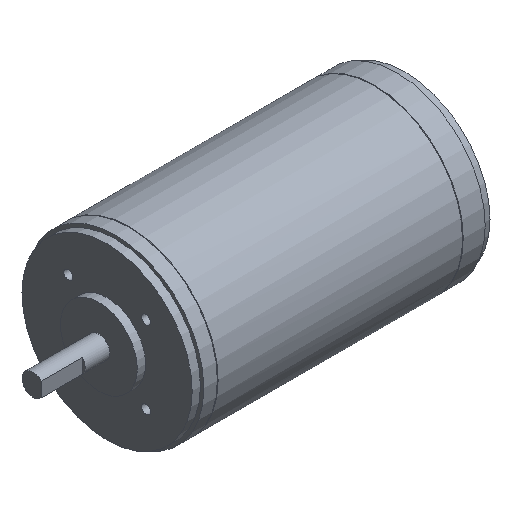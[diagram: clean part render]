
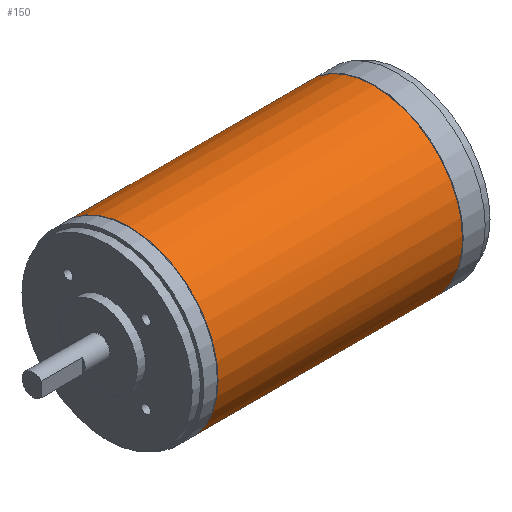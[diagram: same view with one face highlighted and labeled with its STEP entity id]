
A CAD part, isometric view. The second image highlights one B-rep face of the part: STEP entity #150.
In plain terms, the highlighted cylindrical face has radius 32.25 mm (diameter 64.5 mm), a full revolution.
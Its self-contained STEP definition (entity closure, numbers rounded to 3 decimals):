
#150 = ADVANCED_FACE( '', ( #328, #329 ), #330, .T. );
#328 = FACE_OUTER_BOUND( '', #510, .T. );
#329 = FACE_OUTER_BOUND( '', #511, .T. );
#330 = CYLINDRICAL_SURFACE( '', #512, 32.25 );
#510 = EDGE_LOOP( '', ( #787 ) );
#511 = EDGE_LOOP( '', ( #788, #789, #790, #791 ) );
#512 = AXIS2_PLACEMENT_3D( '', #792, #793, #794 );
#787 = ORIENTED_EDGE( '', *, *, #847, .F. );
#788 = ORIENTED_EDGE( '', *, *, #916, .F. );
#789 = ORIENTED_EDGE( '', *, *, #896, .F. );
#790 = ORIENTED_EDGE( '', *, *, #875, .T. );
#791 = ORIENTED_EDGE( '', *, *, #911, .F. );
#792 = CARTESIAN_POINT( '', ( 0., 0., 0. ) );
#793 = DIRECTION( '', ( 1., 0., 0. ) );
#794 = DIRECTION( '', ( 0., 0., 1. ) );
#847 = EDGE_CURVE( '', #958, #958, #959, .T. );
#875 = EDGE_CURVE( '', #977, #974, #1005, .T. );
#896 = EDGE_CURVE( '', #977, #1035, #1036, .T. );
#911 = EDGE_CURVE( '', #1055, #974, #1058, .F. );
#916 = EDGE_CURVE( '', #1035, #1055, #1063, .T. );
#958 = VERTEX_POINT( '', #1107 );
#959 = CIRCLE( '', #1108, 32.25 );
#974 = VERTEX_POINT( '', #1123 );
#977 = VERTEX_POINT( '', #1127 );
#1005 = CIRCLE( '', #1161, 32.25 );
#1035 = VERTEX_POINT( '', #1191 );
#1036 = LINE( '', #1192, #1193 );
#1055 = VERTEX_POINT( '', #1214 );
#1058 = LINE( '', #1218, #1219 );
#1063 = B_SPLINE_CURVE_WITH_KNOTS( '', 3, ( #1225, #1226, #1227, #1228, #1229, #1230, #1231, #1232, #1233, #1234, #1235, #1236, #1237, #1238, #1239, #1240, #1241, #1242, #1243, #1244, #1245, #1246, #1247, #1248, #1249, #1250, #1251, #1252, #1253, #1254 ), .UNSPECIFIED., .F., .F., ( 4, 2, 2, 2, 2, 2, 2, 2, 2, 2, 2, 2, 2, 2, 4 ), ( 0., 0., 0.001, 0.001, 0.002, 0.002, 0.003, 0.004, 0.004, 0.004, 0.005, 0.005, 0.005, 0.006, 0.006 ), .UNSPECIFIED. );
#1107 = CARTESIAN_POINT( '', ( 35.2, 0., 32.25 ) );
#1108 = AXIS2_PLACEMENT_3D( '', #1301, #1302, #1303 );
#1123 = CARTESIAN_POINT( '', ( 124.3, 17.826, -26.876 ) );
#1127 = CARTESIAN_POINT( '', ( 124.3, 14.362, -28.876 ) );
#1161 = AXIS2_PLACEMENT_3D( '', #1344, #1345, #1346 );
#1191 = CARTESIAN_POINT( '', ( 118.3, 14.362, -28.876 ) );
#1192 = CARTESIAN_POINT( '', ( 0., 14.362, -28.876 ) );
#1193 = VECTOR( '', #1377, 1000. );
#1214 = CARTESIAN_POINT( '', ( 118.3, 17.826, -26.876 ) );
#1218 = CARTESIAN_POINT( '', ( 0., 17.826, -26.876 ) );
#1219 = VECTOR( '', #1393, 1000. );
#1225 = CARTESIAN_POINT( '', ( 118.3, 14.362, -28.876 ) );
#1226 = CARTESIAN_POINT( '', ( 118.168, 14.362, -28.876 ) );
#1227 = CARTESIAN_POINT( '', ( 118.038, 14.374, -28.87 ) );
#1228 = CARTESIAN_POINT( '', ( 117.782, 14.419, -28.847 ) );
#1229 = CARTESIAN_POINT( '', ( 117.655, 14.454, -28.83 ) );
#1230 = CARTESIAN_POINT( '', ( 117.413, 14.543, -28.785 ) );
#1231 = CARTESIAN_POINT( '', ( 117.298, 14.598, -28.757 ) );
#1232 = CARTESIAN_POINT( '', ( 117.081, 14.728, -28.691 ) );
#1233 = CARTESIAN_POINT( '', ( 116.978, 14.803, -28.652 ) );
#1234 = CARTESIAN_POINT( '', ( 116.701, 15.049, -28.524 ) );
#1235 = CARTESIAN_POINT( '', ( 116.552, 15.246, -28.42 ) );
#1236 = CARTESIAN_POINT( '', ( 116.353, 15.668, -28.189 ) );
#1237 = CARTESIAN_POINT( '', ( 116.3, 15.898, -28.06 ) );
#1238 = CARTESIAN_POINT( '', ( 116.3, 16.237, -27.865 ) );
#1239 = CARTESIAN_POINT( '', ( 116.313, 16.351, -27.798 ) );
#1240 = CARTESIAN_POINT( '', ( 116.364, 16.572, -27.667 ) );
#1241 = CARTESIAN_POINT( '', ( 116.402, 16.679, -27.603 ) );
#1242 = CARTESIAN_POINT( '', ( 116.502, 16.885, -27.477 ) );
#1243 = CARTESIAN_POINT( '', ( 116.564, 16.985, -27.415 ) );
#1244 = CARTESIAN_POINT( '', ( 116.709, 17.169, -27.3 ) );
#1245 = CARTESIAN_POINT( '', ( 116.792, 17.255, -27.246 ) );
#1246 = CARTESIAN_POINT( '', ( 116.978, 17.412, -27.146 ) );
#1247 = CARTESIAN_POINT( '', ( 117.079, 17.482, -27.101 ) );
#1248 = CARTESIAN_POINT( '', ( 117.296, 17.604, -27.022 ) );
#1249 = CARTESIAN_POINT( '', ( 117.412, 17.656, -26.987 ) );
#1250 = CARTESIAN_POINT( '', ( 117.655, 17.74, -26.932 ) );
#1251 = CARTESIAN_POINT( '', ( 117.779, 17.772, -26.911 ) );
#1252 = CARTESIAN_POINT( '', ( 118.036, 17.815, -26.883 ) );
#1253 = CARTESIAN_POINT( '', ( 118.168, 17.826, -26.876 ) );
#1254 = CARTESIAN_POINT( '', ( 118.3, 17.826, -26.876 ) );
#1301 = CARTESIAN_POINT( '', ( 35.2, 0., 0. ) );
#1302 = DIRECTION( '', ( -1., 0., 0. ) );
#1303 = DIRECTION( '', ( 0., 0., 1. ) );
#1344 = CARTESIAN_POINT( '', ( 124.3, 0., 0. ) );
#1345 = DIRECTION( '', ( -1., 0., 0. ) );
#1346 = DIRECTION( '', ( 0., 0., 1. ) );
#1377 = DIRECTION( '', ( -1., 0., 0. ) );
#1393 = DIRECTION( '', ( -1., 0., 0. ) );
